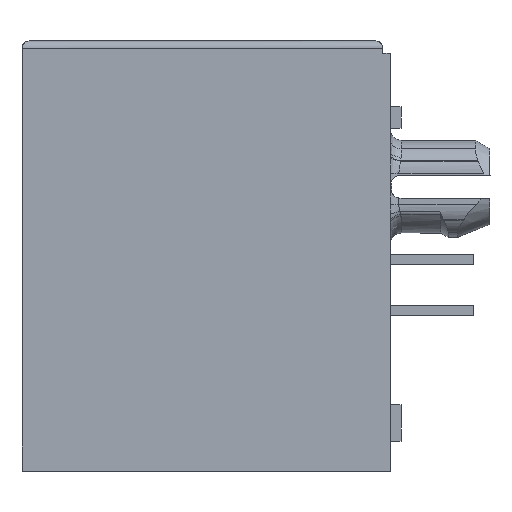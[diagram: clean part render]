
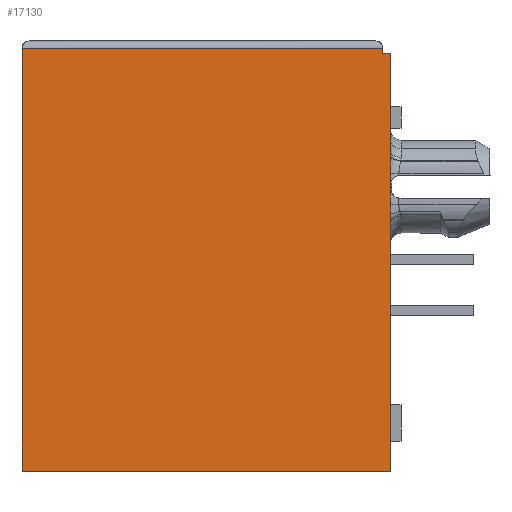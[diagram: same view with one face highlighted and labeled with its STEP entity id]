
A CAD part, left-side view. The second image highlights one B-rep face of the part: STEP entity #17130.
In plain terms, the highlighted planar face has unit normal (-1, 0, 0).
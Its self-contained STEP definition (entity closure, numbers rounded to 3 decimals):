
#42 = CARTESIAN_POINT ( 'NONE',  ( -7.937, -2.77, -8.916 ) ) ;
#277 = ORIENTED_EDGE ( 'NONE', *, *, #6261, .T. ) ;
#323 = VERTEX_POINT ( 'NONE', #15085 ) ;
#1379 = LINE ( 'NONE', #13786, #21827 ) ;
#1583 = FACE_OUTER_BOUND ( 'NONE', #19726, .T. ) ;
#2092 = CARTESIAN_POINT ( 'NONE',  ( -7.937, 3.643, 5.816 ) ) ;
#2152 = EDGE_CURVE ( 'NONE', #25298, #27316, #18207, .T. ) ;
#2173 = CARTESIAN_POINT ( 'NONE',  ( -7.937, -2.77, 5.638 ) ) ;
#2282 = ORIENTED_EDGE ( 'NONE', *, *, #2152, .T. ) ;
#2416 = CARTESIAN_POINT ( 'NONE',  ( -7.937, -2.516, 5.638 ) ) ;
#2481 = CARTESIAN_POINT ( 'NONE',  ( -7.937, -2.77, -0.295 ) ) ;
#2557 = ORIENTED_EDGE ( 'NONE', *, *, #14230, .T. ) ;
#3017 = DIRECTION ( 'NONE',  ( 0., 0., 1. ) ) ;
#3568 = DIRECTION ( 'NONE',  ( 0., 0., 1. ) ) ;
#3606 = VERTEX_POINT ( 'NONE', #2416 ) ;
#3613 = DIRECTION ( 'NONE',  ( 0., 0., 1. ) ) ;
#3870 = CARTESIAN_POINT ( 'NONE',  ( -7.937, 10.057, -8.916 ) ) ;
#4017 = VERTEX_POINT ( 'NONE', #19783 ) ;
#4056 = DIRECTION ( 'NONE',  ( 0., 1., 0. ) ) ;
#4365 = DIRECTION ( 'NONE',  ( 0., 0., 1. ) ) ;
#4425 = DIRECTION ( 'NONE',  ( 0., 0., 1. ) ) ;
#4721 = VERTEX_POINT ( 'NONE', #23145 ) ;
#4848 = ORIENTED_EDGE ( 'NONE', *, *, #14013, .T. ) ;
#5908 = VECTOR ( 'NONE', #25029, 1000. ) ;
#6050 = CARTESIAN_POINT ( 'NONE',  ( -7.937, -2.77, 2.224 ) ) ;
#6150 = LINE ( 'NONE', #2092, #8903 ) ;
#6261 = EDGE_CURVE ( 'NONE', #13943, #16697, #6150, .T. ) ;
#6722 = VECTOR ( 'NONE', #3613, 1000. ) ;
#6793 = DIRECTION ( 'NONE',  ( 0., 0., 1. ) ) ;
#6925 = CARTESIAN_POINT ( 'NONE',  ( -7.937, -2.77, -1.55 ) ) ;
#7018 = ORIENTED_EDGE ( 'NONE', *, *, #24869, .T. ) ;
#7520 = ORIENTED_EDGE ( 'NONE', *, *, #8819, .F. ) ;
#7686 = CARTESIAN_POINT ( 'NONE',  ( -7.937, -2.77, -1.55 ) ) ;
#7901 = EDGE_CURVE ( 'NONE', #4017, #8668, #15986, .T. ) ;
#7945 = CARTESIAN_POINT ( 'NONE',  ( -7.937, -2.77, -1.55 ) ) ;
#8419 = VERTEX_POINT ( 'NONE', #26459 ) ;
#8668 = VERTEX_POINT ( 'NONE', #11115 ) ;
#8819 = EDGE_CURVE ( 'NONE', #19560, #16697, #11800, .T. ) ;
#8903 = VECTOR ( 'NONE', #4056, 1000. ) ;
#8991 = LINE ( 'NONE', #23989, #22479 ) ;
#9139 = VECTOR ( 'NONE', #4365, 1000. ) ;
#9241 = ORIENTED_EDGE ( 'NONE', *, *, #22203, .T. ) ;
#9385 = AXIS2_PLACEMENT_3D ( 'NONE', #14411, #10101, #20812 ) ;
#9479 = CARTESIAN_POINT ( 'NONE',  ( -7.937, 10.057, 5.816 ) ) ;
#9891 = DIRECTION ( 'NONE',  ( 0., -1., 0. ) ) ;
#10101 = DIRECTION ( 'NONE',  ( -1., 0., 0. ) ) ;
#11115 = CARTESIAN_POINT ( 'NONE',  ( -7.937, -2.77, 1.451 ) ) ;
#11800 = LINE ( 'NONE', #26967, #5908 ) ;
#11916 = CARTESIAN_POINT ( 'NONE',  ( -7.937, -2.516, 4.8 ) ) ;
#12100 = VERTEX_POINT ( 'NONE', #15552 ) ;
#12972 = CARTESIAN_POINT ( 'NONE',  ( -7.937, -2.77, -1.55 ) ) ;
#13408 = ORIENTED_EDGE ( 'NONE', *, *, #25518, .T. ) ;
#13466 = VECTOR ( 'NONE', #16603, 1000. ) ;
#13786 = CARTESIAN_POINT ( 'NONE',  ( -7.937, -2.643, 5.638 ) ) ;
#13909 = ORIENTED_EDGE ( 'NONE', *, *, #26103, .T. ) ;
#13943 = VERTEX_POINT ( 'NONE', #17226 ) ;
#14013 = EDGE_CURVE ( 'NONE', #8668, #12100, #19191, .T. ) ;
#14033 = CARTESIAN_POINT ( 'NONE',  ( -7.937, -2.77, -1.55 ) ) ;
#14034 = CARTESIAN_POINT ( 'NONE',  ( -7.937, -2.77, -1.55 ) ) ;
#14230 = EDGE_CURVE ( 'NONE', #3606, #13943, #24858, .T. ) ;
#14411 = CARTESIAN_POINT ( 'NONE',  ( -7.937, -2.77, -8.916 ) ) ;
#14700 = ORIENTED_EDGE ( 'NONE', *, *, #16779, .F. ) ;
#14705 = VERTEX_POINT ( 'NONE', #6050 ) ;
#14952 = VERTEX_POINT ( 'NONE', #22538 ) ;
#15085 = CARTESIAN_POINT ( 'NONE',  ( -7.937, -2.77, -8.916 ) ) ;
#15552 = CARTESIAN_POINT ( 'NONE',  ( -7.937, -2.77, 2.041 ) ) ;
#15560 = EDGE_CURVE ( 'NONE', #323, #18964, #16765, .T. ) ;
#15986 = LINE ( 'NONE', #14033, #24928 ) ;
#16182 = DIRECTION ( 'NONE',  ( 0., 0., 1. ) ) ;
#16603 = DIRECTION ( 'NONE',  ( 0., 0., 1. ) ) ;
#16697 = VERTEX_POINT ( 'NONE', #9479 ) ;
#16765 = LINE ( 'NONE', #42, #9139 ) ;
#16779 = EDGE_CURVE ( 'NONE', #3606, #8419, #1379, .T. ) ;
#16856 = ORIENTED_EDGE ( 'NONE', *, *, #20348, .T. ) ;
#16915 = VERTEX_POINT ( 'NONE', #23343 ) ;
#16948 = VECTOR ( 'NONE', #6793, 1000. ) ;
#17007 = LINE ( 'NONE', #27304, #13466 ) ;
#17018 = LINE ( 'NONE', #12972, #17853 ) ;
#17130 = ADVANCED_FACE ( 'NONE', ( #1583 ), #27213, .T. ) ;
#17158 = CARTESIAN_POINT ( 'NONE',  ( -7.937, -2.77, -8.916 ) ) ;
#17226 = CARTESIAN_POINT ( 'NONE',  ( -7.937, -2.516, 5.816 ) ) ;
#17288 = LINE ( 'NONE', #17158, #22752 ) ;
#17633 = EDGE_CURVE ( 'NONE', #18964, #25298, #17018, .T. ) ;
#17646 = EDGE_CURVE ( 'NONE', #14705, #8419, #17288, .T. ) ;
#17853 = VECTOR ( 'NONE', #25649, 1000. ) ;
#18207 = LINE ( 'NONE', #14034, #25668 ) ;
#18260 = LINE ( 'NONE', #7686, #20073 ) ;
#18283 = ORIENTED_EDGE ( 'NONE', *, *, #17633, .T. ) ;
#18964 = VERTEX_POINT ( 'NONE', #2481 ) ;
#19191 = LINE ( 'NONE', #19454, #27318 ) ;
#19413 = ORIENTED_EDGE ( 'NONE', *, *, #17646, .T. ) ;
#19454 = CARTESIAN_POINT ( 'NONE',  ( -7.937, -2.77, -1.55 ) ) ;
#19560 = VERTEX_POINT ( 'NONE', #3870 ) ;
#19726 = EDGE_LOOP ( 'NONE', ( #4848, #16856, #9241, #19413, #14700, #2557, #277, #7520, #13909, #24666, #18283, #2282, #7018, #13408, #21715, #26761 ) ) ;
#19783 = CARTESIAN_POINT ( 'NONE',  ( -7.937, -2.77, 1.016 ) ) ;
#19831 = DIRECTION ( 'NONE',  ( 0., -1., 0. ) ) ;
#20073 = VECTOR ( 'NONE', #16182, 1000. ) ;
#20348 = EDGE_CURVE ( 'NONE', #12100, #16915, #17007, .T. ) ;
#20812 = DIRECTION ( 'NONE',  ( 0., 0., 1. ) ) ;
#20948 = VECTOR ( 'NONE', #27517, 1000. ) ;
#21614 = DIRECTION ( 'NONE',  ( 0., 0., 1. ) ) ;
#21715 = ORIENTED_EDGE ( 'NONE', *, *, #22767, .F. ) ;
#21827 = VECTOR ( 'NONE', #9891, 1000. ) ;
#22203 = EDGE_CURVE ( 'NONE', #16915, #14705, #22695, .T. ) ;
#22472 = CARTESIAN_POINT ( 'NONE',  ( -7.937, -2.77, -0.193 ) ) ;
#22479 = VECTOR ( 'NONE', #19831, 1000. ) ;
#22538 = CARTESIAN_POINT ( 'NONE',  ( -7.937, -2.77, 0.373 ) ) ;
#22695 = LINE ( 'NONE', #7945, #6722 ) ;
#22752 = VECTOR ( 'NONE', #21614, 1000. ) ;
#22767 = EDGE_CURVE ( 'NONE', #4017, #4721, #23073, .T. ) ;
#22899 = VECTOR ( 'NONE', #27225, 1000. ) ;
#22935 = CARTESIAN_POINT ( 'NONE',  ( -7.937, -2.77, 0.025 ) ) ;
#23073 = LINE ( 'NONE', #2173, #20948 ) ;
#23145 = CARTESIAN_POINT ( 'NONE',  ( -7.937, -2.77, 0.965 ) ) ;
#23343 = CARTESIAN_POINT ( 'NONE',  ( -7.937, -2.77, 2.07 ) ) ;
#23989 = CARTESIAN_POINT ( 'NONE',  ( -7.937, 3.643, -8.916 ) ) ;
#24666 = ORIENTED_EDGE ( 'NONE', *, *, #15560, .T. ) ;
#24858 = LINE ( 'NONE', #11916, #22899 ) ;
#24869 = EDGE_CURVE ( 'NONE', #27316, #14952, #25999, .T. ) ;
#24928 = VECTOR ( 'NONE', #3568, 1000. ) ;
#25029 = DIRECTION ( 'NONE',  ( 0., 0., 1. ) ) ;
#25298 = VERTEX_POINT ( 'NONE', #22472 ) ;
#25518 = EDGE_CURVE ( 'NONE', #14952, #4721, #18260, .T. ) ;
#25649 = DIRECTION ( 'NONE',  ( 0., 0., 1. ) ) ;
#25668 = VECTOR ( 'NONE', #3017, 1000. ) ;
#25999 = LINE ( 'NONE', #6925, #16948 ) ;
#26103 = EDGE_CURVE ( 'NONE', #19560, #323, #8991, .T. ) ;
#26459 = CARTESIAN_POINT ( 'NONE',  ( -7.937, -2.77, 5.638 ) ) ;
#26761 = ORIENTED_EDGE ( 'NONE', *, *, #7901, .T. ) ;
#26967 = CARTESIAN_POINT ( 'NONE',  ( -7.937, 10.057, -1.55 ) ) ;
#27213 = PLANE ( 'NONE',  #9385 ) ;
#27225 = DIRECTION ( 'NONE',  ( 0., 0., 1. ) ) ;
#27304 = CARTESIAN_POINT ( 'NONE',  ( -7.937, -2.77, -1.55 ) ) ;
#27316 = VERTEX_POINT ( 'NONE', #22935 ) ;
#27318 = VECTOR ( 'NONE', #4425, 1000. ) ;
#27517 = DIRECTION ( 'NONE',  ( 0., 0., -1. ) ) ;
